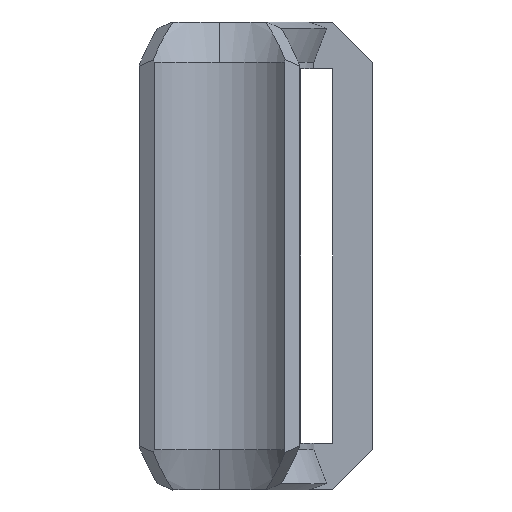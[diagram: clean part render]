
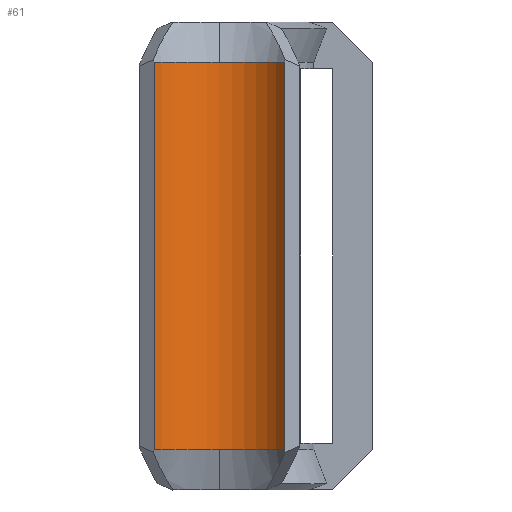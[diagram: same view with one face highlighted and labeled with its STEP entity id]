
A CAD part, front view. The second image highlights one B-rep face of the part: STEP entity #61.
In plain terms, the highlighted free-form (B-spline) face has degree [1, 2] with [2, 9] control points.
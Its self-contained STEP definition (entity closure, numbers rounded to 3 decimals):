
#61=ADVANCED_FACE('',(#131),#1045,.T.);
#131=FACE_OUTER_BOUND('',#201,.T.);
#201=EDGE_LOOP('',(#440,#441,#442,#443,#444,#445));
#440=ORIENTED_EDGE('',*,*,#665,.T.);
#441=ORIENTED_EDGE('',*,*,#666,.T.);
#442=ORIENTED_EDGE('',*,*,#667,.T.);
#443=ORIENTED_EDGE('',*,*,#668,.T.);
#444=ORIENTED_EDGE('',*,*,#679,.T.);
#445=ORIENTED_EDGE('',*,*,#669,.T.);
#665=EDGE_CURVE('',#970,#971,#781,.T.);
#666=EDGE_CURVE('',#971,#972,#782,.T.);
#667=EDGE_CURVE('',#972,#973,#783,.T.);
#668=EDGE_CURVE('',#973,#974,#784,.T.);
#669=EDGE_CURVE('',#975,#970,#785,.T.);
#679=EDGE_CURVE('',#974,#975,#792,.T.);
#781=(
BOUNDED_CURVE()
B_SPLINE_CURVE(1,(#3255,#3256),.UNSPECIFIED.,.F.,.F.)
B_SPLINE_CURVE_WITH_KNOTS((2,2),(-29.,0.),.UNSPECIFIED.)
CURVE()
GEOMETRIC_REPRESENTATION_ITEM()
RATIONAL_B_SPLINE_CURVE((1.,1.))
REPRESENTATION_ITEM('')
);
#782=(
BOUNDED_CURVE()
B_SPLINE_CURVE(2,(#3257,#3258,#3259),.UNSPECIFIED.,.F.,.F.)
B_SPLINE_CURVE_WITH_KNOTS((3,3),(0.,5.688),.UNSPECIFIED.)
CURVE()
GEOMETRIC_REPRESENTATION_ITEM()
RATIONAL_B_SPLINE_CURVE((1.,0.89,1.))
REPRESENTATION_ITEM('')
);
#783=(
BOUNDED_CURVE()
B_SPLINE_CURVE(2,(#3260,#3261,#3262),.UNSPECIFIED.,.F.,.F.)
B_SPLINE_CURVE_WITH_KNOTS((3,3),(0.,5.688),.UNSPECIFIED.)
CURVE()
GEOMETRIC_REPRESENTATION_ITEM()
RATIONAL_B_SPLINE_CURVE((1.,0.89,1.))
REPRESENTATION_ITEM('')
);
#784=(
BOUNDED_CURVE()
B_SPLINE_CURVE(1,(#3263,#3264),.UNSPECIFIED.,.F.,.F.)
B_SPLINE_CURVE_WITH_KNOTS((2,2),(0.,29.),.UNSPECIFIED.)
CURVE()
GEOMETRIC_REPRESENTATION_ITEM()
RATIONAL_B_SPLINE_CURVE((1.,1.))
REPRESENTATION_ITEM('')
);
#785=(
BOUNDED_CURVE()
B_SPLINE_CURVE(2,(#3265,#3266,#3267),.UNSPECIFIED.,.F.,.F.)
B_SPLINE_CURVE_WITH_KNOTS((3,3),(-5.688,0.),.UNSPECIFIED.)
CURVE()
GEOMETRIC_REPRESENTATION_ITEM()
RATIONAL_B_SPLINE_CURVE((1.,0.89,1.))
REPRESENTATION_ITEM('')
);
#792=(
BOUNDED_CURVE()
B_SPLINE_CURVE(2,(#3438,#3439,#3440),.UNSPECIFIED.,.F.,.F.)
B_SPLINE_CURVE_WITH_KNOTS((3,3),(-5.688,0.),.UNSPECIFIED.)
CURVE()
GEOMETRIC_REPRESENTATION_ITEM()
RATIONAL_B_SPLINE_CURVE((1.,0.89,1.))
REPRESENTATION_ITEM('')
);
#970=VERTEX_POINT('',#3198);
#971=VERTEX_POINT('',#3199);
#972=VERTEX_POINT('',#3200);
#973=VERTEX_POINT('',#3201);
#974=VERTEX_POINT('',#3202);
#975=VERTEX_POINT('',#3203);
#1045=(
BOUNDED_SURFACE()
B_SPLINE_SURFACE(1,2,((#2582,#2583,#2584,#2585,#2586,#2587,#2588,#2589,
#2590),(#2591,#2592,#2593,#2594,#2595,#2596,#2597,#2598,#2599)),
 .UNSPECIFIED.,.F.,.F.,.F.)
B_SPLINE_SURFACE_WITH_KNOTS((2,2),(3,2,2,2,3),(0.,34.802),(0.,1.571,
3.142,4.712,6.283),.UNSPECIFIED.)
GEOMETRIC_REPRESENTATION_ITEM()
RATIONAL_B_SPLINE_SURFACE(((1.,0.707,1.,0.707,1.,
0.707,1.,0.707,1.),(1.,0.707,1.,0.707,
1.,0.707,1.,0.707,1.)))
REPRESENTATION_ITEM('')
SURFACE()
);
#2582=CARTESIAN_POINT('',(6.,-10.308,-34.901));
#2583=CARTESIAN_POINT('',(6.,-4.308,-34.901));
#2584=CARTESIAN_POINT('',(0.,-4.308,-34.901));
#2585=CARTESIAN_POINT('',(-6.,-4.308,-34.901));
#2586=CARTESIAN_POINT('',(-6.,-10.308,-34.901));
#2587=CARTESIAN_POINT('',(-6.,-16.308,-34.901));
#2588=CARTESIAN_POINT('',(0.,-16.308,-34.901));
#2589=CARTESIAN_POINT('',(6.,-16.308,-34.901));
#2590=CARTESIAN_POINT('',(6.,-10.308,-34.901));
#2591=CARTESIAN_POINT('',(6.,-10.308,-0.099));
#2592=CARTESIAN_POINT('',(6.,-4.308,-0.099));
#2593=CARTESIAN_POINT('',(0.,-4.308,-0.099));
#2594=CARTESIAN_POINT('',(-6.,-4.308,-0.099));
#2595=CARTESIAN_POINT('',(-6.,-10.308,-0.099));
#2596=CARTESIAN_POINT('',(-6.,-16.308,-0.099));
#2597=CARTESIAN_POINT('',(0.,-16.308,-0.099));
#2598=CARTESIAN_POINT('',(6.,-16.308,-0.099));
#2599=CARTESIAN_POINT('',(6.,-10.308,-0.099));
#3198=CARTESIAN_POINT('',(4.873,-6.808,-32.));
#3199=CARTESIAN_POINT('',(4.873,-6.808,-3.));
#3200=CARTESIAN_POINT('',(0.,-4.308,-3.));
#3201=CARTESIAN_POINT('',(-4.873,-6.808,-3.));
#3202=CARTESIAN_POINT('',(-4.873,-6.808,-32.));
#3203=CARTESIAN_POINT('',(0.,-4.308,-32.));
#3255=CARTESIAN_POINT('',(4.873,-6.808,-32.));
#3256=CARTESIAN_POINT('',(4.873,-6.808,-3.));
#3257=CARTESIAN_POINT('',(4.873,-6.808,-3.));
#3258=CARTESIAN_POINT('',(3.078,-4.308,-3.));
#3259=CARTESIAN_POINT('',(0.,-4.308,-3.));
#3260=CARTESIAN_POINT('',(0.,-4.308,-3.));
#3261=CARTESIAN_POINT('',(-3.078,-4.308,-3.));
#3262=CARTESIAN_POINT('',(-4.873,-6.808,-3.));
#3263=CARTESIAN_POINT('',(-4.873,-6.808,-3.));
#3264=CARTESIAN_POINT('',(-4.873,-6.808,-32.));
#3265=CARTESIAN_POINT('',(0.,-4.308,-32.));
#3266=CARTESIAN_POINT('',(3.078,-4.308,-32.));
#3267=CARTESIAN_POINT('',(4.873,-6.808,-32.));
#3438=CARTESIAN_POINT('',(-4.873,-6.808,-32.));
#3439=CARTESIAN_POINT('',(-3.078,-4.308,-32.));
#3440=CARTESIAN_POINT('',(0.,-4.308,-32.));
